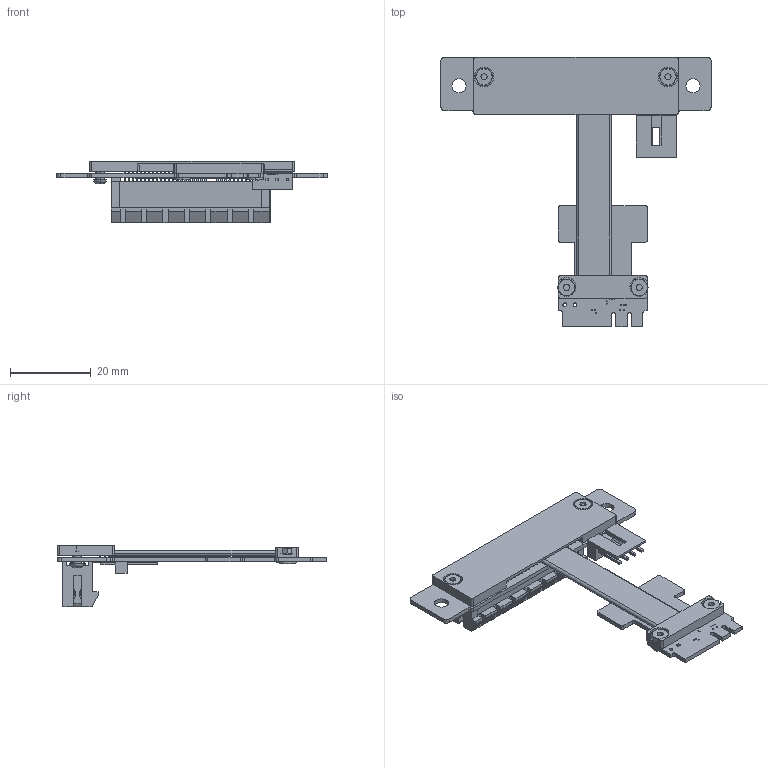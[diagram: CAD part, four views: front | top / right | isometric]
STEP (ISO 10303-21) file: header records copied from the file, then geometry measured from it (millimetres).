
FILE_DESCRIPTION(('Open CASCADE Model'),'2;1');
FILE_NAME('Open CASCADE Shape Model','2020-03-21T02:38:19',('Author'),( 'Open CASCADE'),'Open CASCADE STEP processor 6.8','Open CASCADE 6.8' ,'Unknown');
FILE_SCHEMA(('AUTOMOTIVE_DESIGN { 1 0 10303 214 1 1 1 1 }'));
Length unit declared in the file: millimetre
Products named in the file (14): PCB; Board; Open CASCADE STEP translator 6.8 6.1.1; Free-Models; G0033_RGB9411503; Hexagon_nut_ISO_4032_(DIN_934)_-_M2_RGB9411503; PCIe_x4_SF_open_Lotes_RGB4404530; RP22R-PAD; Tape28x5_RGB0; c-171825-4-y-3d_RGB12967653; Tape14x5_RGB0; RP55S-PAD; G0030_RGB9411503; cable13pin-43n-20161231_RGB4078660
Assembly tree (18 placements, depth 3):
  PCB
    Board
      Open CASCADE STEP translator 6.8 6.1.1
    Free-Models
      G0033_RGB9411503  x2
      Hexagon_nut_ISO_4032_(DIN_934)_-_M2_RGB9411503  x4
      PCIe_x4_SF_open_Lotes_RGB4404530
      RP22R-PAD
      Tape28x5_RGB0
      c-171825-4-y-3d_RGB12967653
      Tape14x5_RGB0
      RP55S-PAD
      G0030_RGB9411503  x2
      cable13pin-43n-20161231_RGB4078660
Bounding box: 67.05 x 66.89 x 15.32 mm (x, y, z)
Volume: 6175.8 mm3; surface area: 12195.2 mm2
Topology: 42 solids, 42 shells, 3747 faces, 9198 edges, 5697 vertices
Faces by surface type: plane 1960, cylinder 1279, bspline 404, torus 52, cone 48, revolution 4
Full cylindrical faces by diameter (mm): 0.254 x16, 0.6 x60, 0.7 x64, 0.9 x2, 1.2 x4, 1.6 x64, 2 x4, 2.2 x8, 2.35 x2, 2.4 x2, 3.5 x2, 4.8 x2
Entity records: 143108 total; most frequent: CARTESIAN_POINT 27176, ORIENTED_EDGE 17796, DIRECTION 16371, EDGE_CURVE 8898, LINE 6019, VECTOR 6019, VERTEX_POINT 5510, AXIS2_PLACEMENT_3D 5175
